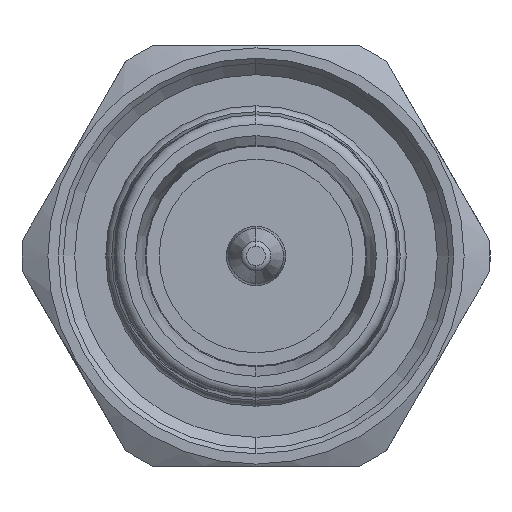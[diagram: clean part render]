
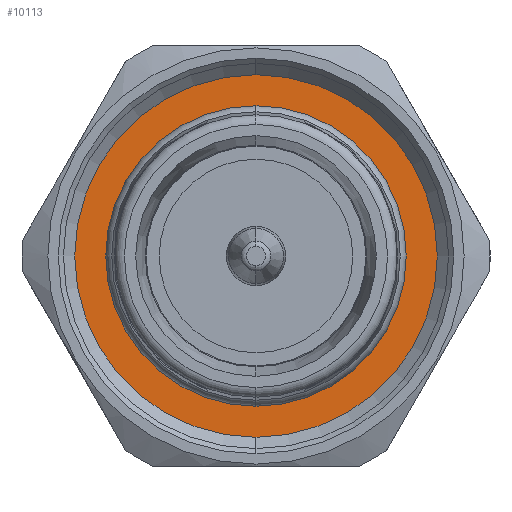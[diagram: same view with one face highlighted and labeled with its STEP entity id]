
A CAD part, left-side view. The second image highlights one B-rep face of the part: STEP entity #10113.
In plain terms, the highlighted planar face has unit normal (-1, 0, 0).
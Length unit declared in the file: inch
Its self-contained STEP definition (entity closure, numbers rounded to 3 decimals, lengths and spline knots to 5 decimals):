
#1388 = CARTESIAN_POINT ( 'NONE',  ( 0.33143, 0., 0. ) ) ;
#1466 = FACE_OUTER_BOUND ( 'NONE', #5089, .T. ) ;
#1524 = VERTEX_POINT ( 'NONE', #3624 ) ;
#1880 = CARTESIAN_POINT ( 'NONE',  ( 0.33143, 0., 0.29729 ) ) ;
#2011 = CARTESIAN_POINT ( 'NONE',  ( 0.33143, 0., 0.37364 ) ) ;
#2036 = EDGE_CURVE ( 'NONE', #1524, #32398, #7729, .T. ) ;
#3624 = CARTESIAN_POINT ( 'NONE',  ( 0.33143, 0., -0.29729 ) ) ;
#4411 = CARTESIAN_POINT ( 'NONE',  ( 0.33143, 0., 0. ) ) ;
#5089 = EDGE_LOOP ( 'NONE', ( #22467, #21961 ) ) ;
#5234 = DIRECTION ( 'NONE',  ( 0., 0., -1. ) ) ;
#6842 = EDGE_CURVE ( 'NONE', #32398, #1524, #8629, .T. ) ;
#7729 = CIRCLE ( 'NONE', #23205, 0.29729 ) ;
#7735 = VERTEX_POINT ( 'NONE', #39820 ) ;
#8406 = ORIENTED_EDGE ( 'NONE', *, *, #6842, .T. ) ;
#8629 = CIRCLE ( 'NONE', #24071, 0.29729 ) ;
#9437 = ORIENTED_EDGE ( 'NONE', *, *, #2036, .T. ) ;
#10113 = ADVANCED_FACE ( 'NONE', ( #17445, #1466 ), #21220, .T. ) ;
#10421 = CARTESIAN_POINT ( 'NONE',  ( 0.33143, 0., 0. ) ) ;
#11688 = DIRECTION ( 'NONE',  ( 0., 0., -1. ) ) ;
#16960 = CIRCLE ( 'NONE', #19635, 0.37364 ) ;
#17445 = FACE_BOUND ( 'NONE', #25908, .T. ) ;
#19635 = AXIS2_PLACEMENT_3D ( 'NONE', #26881, #22862, #26458 ) ;
#21220 = PLANE ( 'NONE',  #37656 ) ;
#21961 = ORIENTED_EDGE ( 'NONE', *, *, #22541, .F. ) ;
#22467 = ORIENTED_EDGE ( 'NONE', *, *, #32477, .F. ) ;
#22541 = EDGE_CURVE ( 'NONE', #7735, #41640, #16960, .T. ) ;
#22803 = AXIS2_PLACEMENT_3D ( 'NONE', #4411, #34121, #5234 ) ;
#22862 = DIRECTION ( 'NONE',  ( 1., 0., 0. ) ) ;
#23205 = AXIS2_PLACEMENT_3D ( 'NONE', #10421, #36149, #26429 ) ;
#23978 = CARTESIAN_POINT ( 'NONE',  ( 0.33143, 0.37364, 0. ) ) ;
#24071 = AXIS2_PLACEMENT_3D ( 'NONE', #1388, #30871, #11688 ) ;
#24390 = DIRECTION ( 'NONE',  ( -1., 0., 0. ) ) ;
#25908 = EDGE_LOOP ( 'NONE', ( #9437, #8406 ) ) ;
#26429 = DIRECTION ( 'NONE',  ( 0., 0., -1. ) ) ;
#26458 = DIRECTION ( 'NONE',  ( 0., 0., -1. ) ) ;
#26881 = CARTESIAN_POINT ( 'NONE',  ( 0.33143, 0., 0. ) ) ;
#26947 = DIRECTION ( 'NONE',  ( 0., 0., 1. ) ) ;
#29571 = CIRCLE ( 'NONE', #22803, 0.37364 ) ;
#30871 = DIRECTION ( 'NONE',  ( 1., 0., 0. ) ) ;
#32398 = VERTEX_POINT ( 'NONE', #1880 ) ;
#32477 = EDGE_CURVE ( 'NONE', #41640, #7735, #29571, .T. ) ;
#34121 = DIRECTION ( 'NONE',  ( 1., 0., 0. ) ) ;
#36149 = DIRECTION ( 'NONE',  ( 1., 0., 0. ) ) ;
#37656 = AXIS2_PLACEMENT_3D ( 'NONE', #23978, #24390, #26947 ) ;
#39820 = CARTESIAN_POINT ( 'NONE',  ( 0.33143, 0., -0.37364 ) ) ;
#41640 = VERTEX_POINT ( 'NONE', #2011 ) ;
